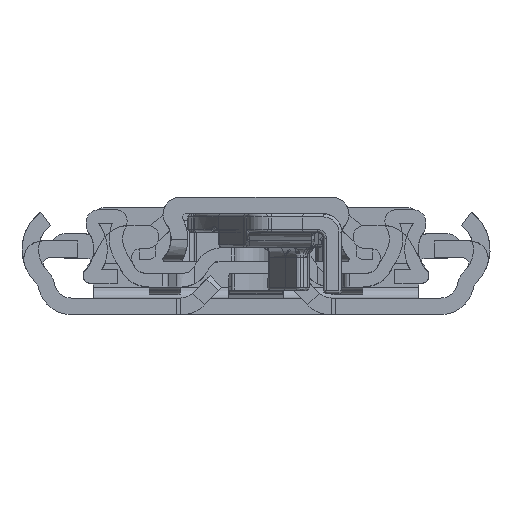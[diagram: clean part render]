
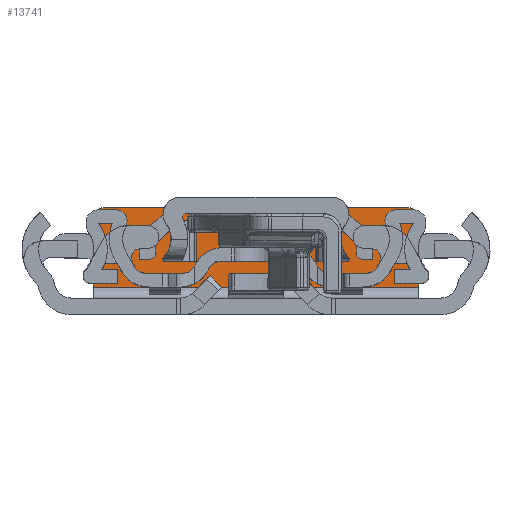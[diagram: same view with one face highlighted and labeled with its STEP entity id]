
A CAD part, front view. The second image highlights one B-rep face of the part: STEP entity #13741.
In plain terms, the highlighted planar face has unit normal (0, -1, 0).
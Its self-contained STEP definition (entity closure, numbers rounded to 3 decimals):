
#544=PLANE('',#14781);
#878=FACE_OUTER_BOUND('',#1697,.T.);
#1697=EDGE_LOOP('',(#9430,#9431,#9432,#9433,#9434,#9435));
#2617=LINE('',#21003,#3738);
#2620=LINE('',#21011,#3741);
#2621=LINE('',#21015,#3742);
#2622=LINE('',#21016,#3743);
#3738=VECTOR('',#16669,10.);
#3741=VECTOR('',#16678,10.);
#3742=VECTOR('',#16681,10.);
#3743=VECTOR('',#16682,10.);
#4825=CIRCLE('',#14777,2.);
#4828=CIRCLE('',#14782,2.);
#5717=VERTEX_POINT('',#20996);
#5718=VERTEX_POINT('',#20998);
#5719=VERTEX_POINT('',#21002);
#5721=VERTEX_POINT('',#21010);
#5722=VERTEX_POINT('',#21012);
#5723=VERTEX_POINT('',#21014);
#7135=EDGE_CURVE('',#5717,#5718,#4825,.T.);
#7137=EDGE_CURVE('',#5719,#5718,#2617,.T.);
#7142=EDGE_CURVE('',#5721,#5717,#2620,.T.);
#7143=EDGE_CURVE('',#5722,#5721,#4828,.T.);
#7144=EDGE_CURVE('',#5722,#5723,#2621,.T.);
#7145=EDGE_CURVE('',#5723,#5719,#2622,.T.);
#9430=ORIENTED_EDGE('',*,*,#7135,.F.);
#9431=ORIENTED_EDGE('',*,*,#7142,.F.);
#9432=ORIENTED_EDGE('',*,*,#7143,.F.);
#9433=ORIENTED_EDGE('',*,*,#7144,.T.);
#9434=ORIENTED_EDGE('',*,*,#7145,.T.);
#9435=ORIENTED_EDGE('',*,*,#7137,.T.);
#13741=ADVANCED_FACE('',(#878),#544,.T.);
#14777=AXIS2_PLACEMENT_3D('',#20999,#16664,#16665);
#14781=AXIS2_PLACEMENT_3D('',#21009,#16676,#16677);
#14782=AXIS2_PLACEMENT_3D('',#21013,#16679,#16680);
#16664=DIRECTION('center_axis',(0.,1.,0.));
#16665=DIRECTION('ref_axis',(0.707,0.,0.707));
#16669=DIRECTION('',(0.,0.,1.));
#16676=DIRECTION('center_axis',(0.,-1.,0.));
#16677=DIRECTION('ref_axis',(0.,0.,-1.));
#16678=DIRECTION('',(1.,0.,0.));
#16679=DIRECTION('center_axis',(0.,1.,0.));
#16680=DIRECTION('ref_axis',(-0.707,0.,0.707));
#16681=DIRECTION('',(0.,0.,-1.));
#16682=DIRECTION('',(1.,0.,0.));
#20996=CARTESIAN_POINT('',(24.5,1097.3,17.5));
#20998=CARTESIAN_POINT('',(26.5,1097.3,15.5));
#20999=CARTESIAN_POINT('Origin',(24.5,1097.3,15.5));
#21002=CARTESIAN_POINT('',(26.5,1097.3,4.5));
#21003=CARTESIAN_POINT('',(26.5,1097.3,17.5));
#21009=CARTESIAN_POINT('Origin',(0.,1097.3,4.5));
#21010=CARTESIAN_POINT('',(-24.5,1097.3,17.5));
#21011=CARTESIAN_POINT('',(0.,1097.3,17.5));
#21012=CARTESIAN_POINT('',(-26.5,1097.3,15.5));
#21013=CARTESIAN_POINT('Origin',(-24.5,1097.3,15.5));
#21014=CARTESIAN_POINT('',(-26.5,1097.3,4.5));
#21015=CARTESIAN_POINT('',(-26.5,1097.3,17.5));
#21016=CARTESIAN_POINT('',(0.,1097.3,4.5));
